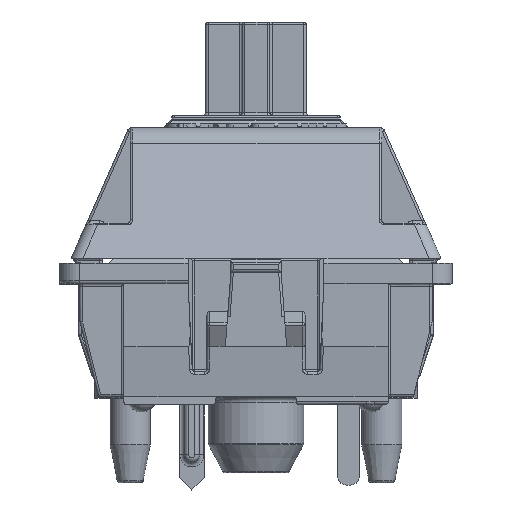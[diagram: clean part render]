
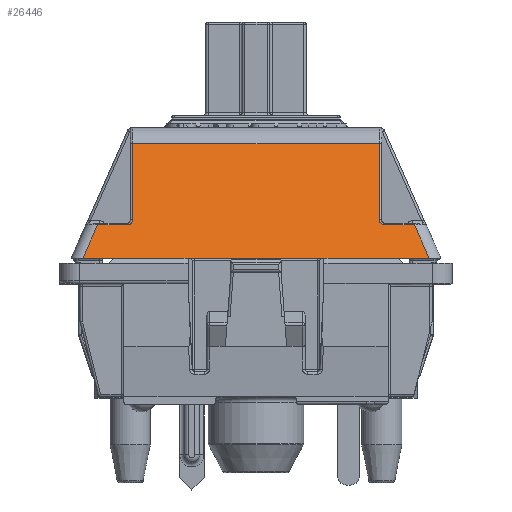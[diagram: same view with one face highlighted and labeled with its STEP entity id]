
A CAD part, top view. The second image highlights one B-rep face of the part: STEP entity #26446.
In plain terms, the highlighted planar face has unit normal (0, 0.359, 0.933).
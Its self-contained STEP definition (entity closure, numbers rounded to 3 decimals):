
#1697=B_SPLINE_CURVE_WITH_KNOTS('',3,(#44845,#44846,#44847,#44848,#44849,
#44850,#44851),.UNSPECIFIED.,.F.,.F.,(4,3,4),(4.712,5.498,
6.283),.UNSPECIFIED.);
#1698=B_SPLINE_CURVE_WITH_KNOTS('',3,(#44859,#44860,#44861,#44862,#44863,
#44864,#44865),.UNSPECIFIED.,.F.,.F.,(4,3,4),(3.142,3.927,
4.712),.UNSPECIFIED.);
#2291=PLANE('',#29001);
#3736=LINE('',#44054,#5754);
#3987=LINE('',#44853,#6005);
#3988=LINE('',#44855,#6006);
#3989=LINE('',#44857,#6007);
#3990=LINE('',#44867,#6008);
#3991=LINE('',#44868,#6009);
#3992=LINE('',#44869,#6010);
#3993=LINE('',#44870,#6011);
#5754=VECTOR('',#35113,1000.);
#6005=VECTOR('',#35524,1000.);
#6006=VECTOR('',#35525,1000.);
#6007=VECTOR('',#35526,1000.);
#6008=VECTOR('',#35527,1000.);
#6009=VECTOR('',#35528,1000.);
#6010=VECTOR('',#35529,1000.);
#6011=VECTOR('',#35530,1000.);
#8102=FACE_OUTER_BOUND('',#9731,.T.);
#9731=EDGE_LOOP('',(#22506,#22507,#22508,#22509,#22510,#22511,#22512,#22513,
#22514,#22515));
#13037=VERTEX_POINT('',#43668);
#13188=VERTEX_POINT('',#44051);
#13189=VERTEX_POINT('',#44053);
#13480=VERTEX_POINT('',#44843);
#13481=VERTEX_POINT('',#44844);
#13482=VERTEX_POINT('',#44852);
#13483=VERTEX_POINT('',#44854);
#13484=VERTEX_POINT('',#44856);
#13485=VERTEX_POINT('',#44858);
#13486=VERTEX_POINT('',#44866);
#16288=EDGE_CURVE('',#13189,#13188,#3736,.T.);
#16593=EDGE_CURVE('',#13480,#13481,#1697,.T.);
#16594=EDGE_CURVE('',#13480,#13482,#3987,.T.);
#16595=EDGE_CURVE('',#13482,#13483,#3988,.T.);
#16596=EDGE_CURVE('',#13483,#13484,#3989,.T.);
#16597=EDGE_CURVE('',#13485,#13484,#1698,.T.);
#16598=EDGE_CURVE('',#13485,#13486,#3990,.T.);
#16599=EDGE_CURVE('',#13486,#13189,#3991,.T.);
#16600=EDGE_CURVE('',#13188,#13037,#3992,.T.);
#16601=EDGE_CURVE('',#13037,#13481,#3993,.T.);
#22506=ORIENTED_EDGE('',*,*,#16593,.F.);
#22507=ORIENTED_EDGE('',*,*,#16594,.T.);
#22508=ORIENTED_EDGE('',*,*,#16595,.T.);
#22509=ORIENTED_EDGE('',*,*,#16596,.T.);
#22510=ORIENTED_EDGE('',*,*,#16597,.F.);
#22511=ORIENTED_EDGE('',*,*,#16598,.T.);
#22512=ORIENTED_EDGE('',*,*,#16599,.T.);
#22513=ORIENTED_EDGE('',*,*,#16288,.T.);
#22514=ORIENTED_EDGE('',*,*,#16600,.T.);
#22515=ORIENTED_EDGE('',*,*,#16601,.T.);
#26446=ADVANCED_FACE('',(#8102),#2291,.F.);
#29001=AXIS2_PLACEMENT_3D('',#44842,#35522,#35523);
#35113=DIRECTION('',(1.,0.,0.));
#35522=DIRECTION('center_axis',(0.,-0.359,-0.933));
#35523=DIRECTION('ref_axis',(1.,0.,0.));
#35524=DIRECTION('',(0.,0.933,-0.359));
#35525=DIRECTION('',(-1.,0.,0.));
#35526=DIRECTION('',(0.,-0.933,0.359));
#35527=DIRECTION('',(-1.,0.,0.));
#35528=DIRECTION('',(-0.382,-0.863,0.332));
#35529=DIRECTION('',(-0.382,0.863,-0.332));
#35530=DIRECTION('',(-1.,0.,0.));
#43668=CARTESIAN_POINT('',(13.642,1.336,-0.514));
#44051=CARTESIAN_POINT('',(14.233,0.,0.));
#44053=CARTESIAN_POINT('',(0.467,0.,0.));
#44054=CARTESIAN_POINT('',(0.,0.,0.));
#44842=CARTESIAN_POINT('Origin',(0.,5.2,-2.));
#44843=CARTESIAN_POINT('',(12.25,1.536,-0.591));
#44844=CARTESIAN_POINT('',(12.45,1.336,-0.514));
#44845=CARTESIAN_POINT('Ctrl Pts',(12.25,1.536,-0.591));
#44846=CARTESIAN_POINT('Ctrl Pts',(12.25,1.483,-0.571));
#44847=CARTESIAN_POINT('Ctrl Pts',(12.272,1.432,-0.551));
#44848=CARTESIAN_POINT('Ctrl Pts',(12.309,1.394,-0.536));
#44849=CARTESIAN_POINT('Ctrl Pts',(12.346,1.357,-0.522));
#44850=CARTESIAN_POINT('Ctrl Pts',(12.397,1.336,-0.514));
#44851=CARTESIAN_POINT('Ctrl Pts',(12.45,1.336,-0.514));
#44852=CARTESIAN_POINT('',(12.25,4.559,-1.753));
#44853=CARTESIAN_POINT('',(12.25,4.559,-1.753));
#44854=CARTESIAN_POINT('',(2.45,4.559,-1.753));
#44855=CARTESIAN_POINT('',(2.35,4.559,-1.753));
#44856=CARTESIAN_POINT('',(2.45,1.536,-0.591));
#44857=CARTESIAN_POINT('',(2.45,1.4,-0.538));
#44858=CARTESIAN_POINT('',(2.25,1.336,-0.514));
#44859=CARTESIAN_POINT('Ctrl Pts',(2.25,1.336,-0.514));
#44860=CARTESIAN_POINT('Ctrl Pts',(2.303,1.336,-0.514));
#44861=CARTESIAN_POINT('Ctrl Pts',(2.354,1.357,-0.522));
#44862=CARTESIAN_POINT('Ctrl Pts',(2.391,1.394,-0.536));
#44863=CARTESIAN_POINT('Ctrl Pts',(2.428,1.432,-0.551));
#44864=CARTESIAN_POINT('Ctrl Pts',(2.45,1.483,-0.571));
#44865=CARTESIAN_POINT('Ctrl Pts',(2.45,1.536,-0.591));
#44866=CARTESIAN_POINT('',(1.058,1.336,-0.514));
#44867=CARTESIAN_POINT('',(0.,1.336,-0.514));
#44868=CARTESIAN_POINT('',(2.364,4.289,-1.65));
#44869=CARTESIAN_POINT('',(10.195,9.128,-3.511));
#44870=CARTESIAN_POINT('',(0.,1.336,-0.514));
